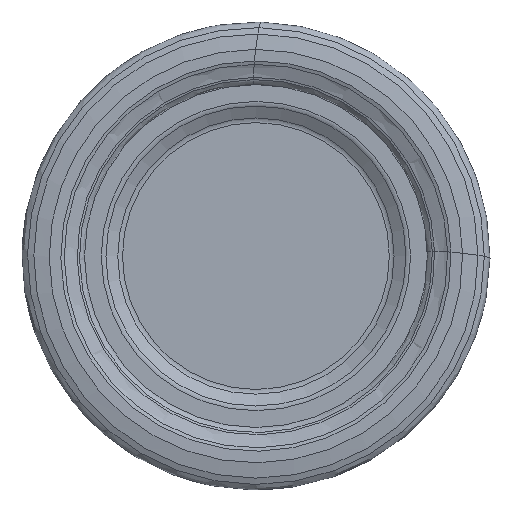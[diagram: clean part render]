
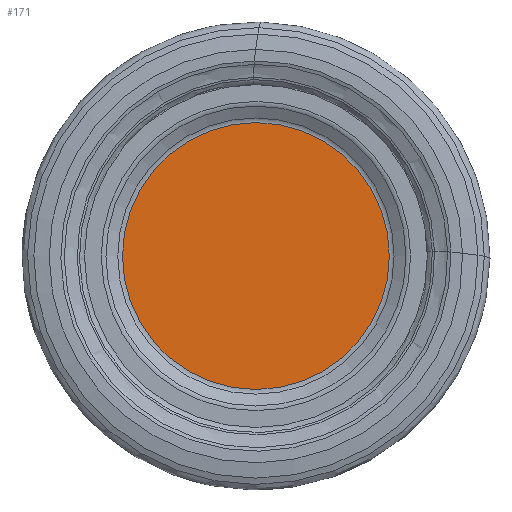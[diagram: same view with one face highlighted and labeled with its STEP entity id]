
A CAD part, left-side view. The second image highlights one B-rep face of the part: STEP entity #171.
In plain terms, the highlighted planar face has unit normal (-1, 0, 0).
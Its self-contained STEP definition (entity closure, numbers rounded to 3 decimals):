
#33=PLANE('',#925);
#171=ADVANCED_FACE('',(#263),#33,.F.);
#263=FACE_OUTER_BOUND('',#331,.T.);
#331=EDGE_LOOP('',(#610));
#411=CIRCLE('',#924,28.5);
#610=ORIENTED_EDGE('',*,*,#781,.T.);
#678=VERTEX_POINT('',#1966);
#781=EDGE_CURVE('',#678,#678,#411,.T.);
#924=AXIS2_PLACEMENT_3D('',#1965,#1125,#1126);
#925=AXIS2_PLACEMENT_3D('',#1967,#1127,#1128);
#1125=DIRECTION('',(-1.,0.,0.));
#1126=DIRECTION('',(0.,0.,1.));
#1127=DIRECTION('',(1.,0.,0.));
#1128=DIRECTION('',(0.,0.,-1.));
#1965=CARTESIAN_POINT('',(4.5,0.,0.));
#1966=CARTESIAN_POINT('',(4.5,0.,28.5));
#1967=CARTESIAN_POINT('',(4.5,28.5,0.));
